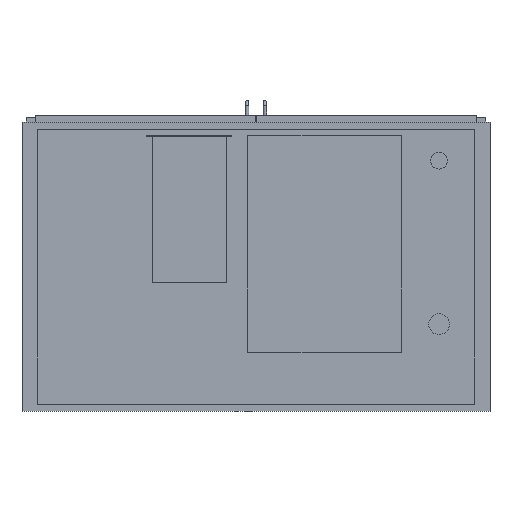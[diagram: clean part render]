
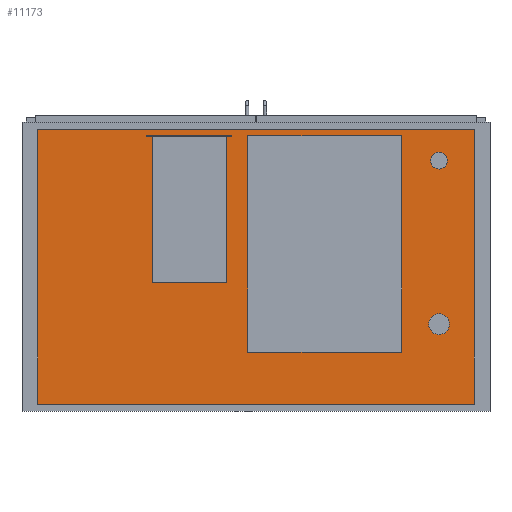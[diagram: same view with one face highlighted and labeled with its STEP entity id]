
A CAD part, front view. The second image highlights one B-rep face of the part: STEP entity #11173.
In plain terms, the highlighted planar face has unit normal (0, -1, 0).
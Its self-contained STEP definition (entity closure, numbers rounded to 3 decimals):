
#169=FACE_BOUND('',#1167,.T.);
#170=FACE_BOUND('',#1168,.T.);
#189=CIRCLE('',#11929,20.);
#191=CIRCLE('',#11933,25.);
#477=FACE_OUTER_BOUND('',#1166,.T.);
#1166=EDGE_LOOP('',(#7477,#7478,#7479,#7480));
#1167=EDGE_LOOP('',(#7481));
#1168=EDGE_LOOP('',(#7482));
#1898=LINE('',#16074,#3318);
#1900=LINE('',#16078,#3320);
#1902=LINE('',#16082,#3322);
#1904=LINE('',#16085,#3324);
#3318=VECTOR('',#12901,10.);
#3320=VECTOR('',#12905,10.);
#3322=VECTOR('',#12909,10.);
#3324=VECTOR('',#12913,10.);
#4700=VERTEX_POINT('',#16000);
#4702=VERTEX_POINT('',#16007);
#4723=VERTEX_POINT('',#16071);
#4724=VERTEX_POINT('',#16073);
#4725=VERTEX_POINT('',#16077);
#4726=VERTEX_POINT('',#16081);
#5773=EDGE_CURVE('',#4700,#4700,#189,.T.);
#5776=EDGE_CURVE('',#4702,#4702,#191,.T.);
#5806=EDGE_CURVE('',#4724,#4723,#1898,.T.);
#5808=EDGE_CURVE('',#4725,#4724,#1900,.T.);
#5810=EDGE_CURVE('',#4726,#4725,#1902,.T.);
#5812=EDGE_CURVE('',#4723,#4726,#1904,.T.);
#7477=ORIENTED_EDGE('',*,*,#5812,.T.);
#7478=ORIENTED_EDGE('',*,*,#5810,.T.);
#7479=ORIENTED_EDGE('',*,*,#5808,.T.);
#7480=ORIENTED_EDGE('',*,*,#5806,.T.);
#7481=ORIENTED_EDGE('',*,*,#5773,.T.);
#7482=ORIENTED_EDGE('',*,*,#5776,.T.);
#10584=PLANE('',#11950);
#11173=ADVANCED_FACE('',(#477,#169,#170),#10584,.T.);
#11929=AXIS2_PLACEMENT_3D('',#16002,#12835,#12836);
#11933=AXIS2_PLACEMENT_3D('',#16009,#12844,#12845);
#11950=AXIS2_PLACEMENT_3D('',#16086,#12914,#12915);
#12835=DIRECTION('center_axis',(0.,1.,0.));
#12836=DIRECTION('ref_axis',(1.,0.,0.));
#12844=DIRECTION('center_axis',(0.,1.,0.));
#12845=DIRECTION('ref_axis',(1.,0.,0.));
#12901=DIRECTION('',(-1.,0.,0.));
#12905=DIRECTION('',(0.,0.,1.));
#12909=DIRECTION('',(1.,0.,0.));
#12913=DIRECTION('',(0.,0.,-1.));
#12914=DIRECTION('center_axis',(0.,-1.,0.));
#12915=DIRECTION('ref_axis',(0.,0.,-1.));
#16000=CARTESIAN_POINT('',(420.,-370.,255.));
#16002=CARTESIAN_POINT('Origin',(440.,-370.,255.));
#16007=CARTESIAN_POINT('',(415.,-370.,-138.));
#16009=CARTESIAN_POINT('Origin',(440.,-370.,-138.));
#16071=CARTESIAN_POINT('',(-525.,-370.,330.));
#16073=CARTESIAN_POINT('',(525.,-370.,330.));
#16074=CARTESIAN_POINT('',(-525.,-370.,330.));
#16077=CARTESIAN_POINT('',(525.,-370.,-330.));
#16078=CARTESIAN_POINT('',(525.,-370.,330.));
#16081=CARTESIAN_POINT('',(-525.,-370.,-330.));
#16082=CARTESIAN_POINT('',(525.,-370.,-330.));
#16085=CARTESIAN_POINT('',(-525.,-370.,-330.));
#16086=CARTESIAN_POINT('Origin',(0.,-370.,0.));
